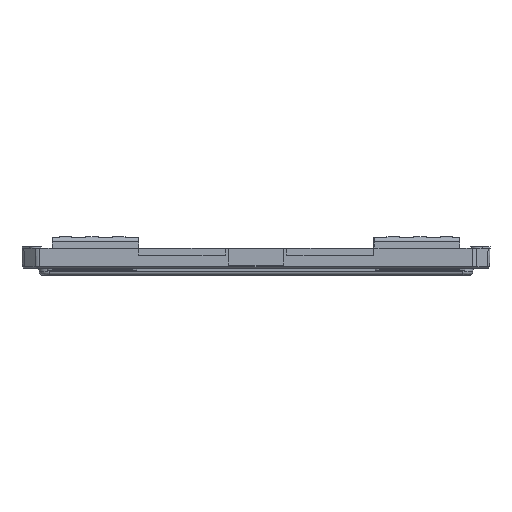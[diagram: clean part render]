
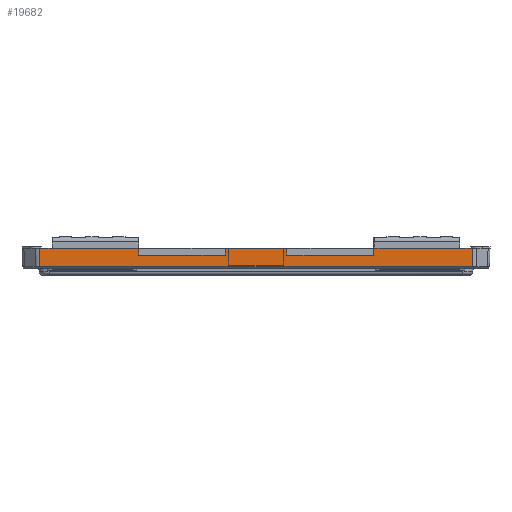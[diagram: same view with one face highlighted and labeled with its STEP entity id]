
A CAD part, left-side view. The second image highlights one B-rep face of the part: STEP entity #19682.
In plain terms, the highlighted planar face has unit normal (-1, 0, -0.018).
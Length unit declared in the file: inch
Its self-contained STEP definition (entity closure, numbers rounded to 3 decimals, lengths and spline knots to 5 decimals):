
#97 = CARTESIAN_POINT ( 'NONE',  ( -7.98, -4.42808, 1. ) ) ;
#105 = DIRECTION ( 'NONE',  ( -0.017, 0., 1. ) ) ;
#335 = EDGE_CURVE ( 'NONE', #1425, #15185, #4770, .T. ) ;
#736 = DIRECTION ( 'NONE',  ( 0., 1., 0. ) ) ;
#745 = EDGE_CURVE ( 'NONE', #15185, #13619, #12591, .T. ) ;
#1382 = EDGE_CURVE ( 'NONE', #16969, #14343, #21215, .T. ) ;
#1425 = VERTEX_POINT ( 'NONE', #22533 ) ;
#2260 = VERTEX_POINT ( 'NONE', #21609 ) ;
#2364 = VECTOR ( 'NONE', #736, 39.37008 ) ;
#2673 = CARTESIAN_POINT ( 'NONE',  ( -7.98, 8.23, 1. ) ) ;
#3120 = CARTESIAN_POINT ( 'NONE',  ( -7.97564, 4.4115, 0.75 ) ) ;
#3297 = EDGE_CURVE ( 'NONE', #21372, #12624, #13734, .T. ) ;
#3377 = CARTESIAN_POINT ( 'NONE',  ( -7.98, -8.12646, 1. ) ) ;
#3429 = VECTOR ( 'NONE', #20939, 39.37008 ) ;
#4209 = DIRECTION ( 'NONE',  ( 0., 1., 0. ) ) ;
#4235 = CARTESIAN_POINT ( 'NONE',  ( -7.98, -7.6515, 1. ) ) ;
#4770 = LINE ( 'NONE', #13683, #3429 ) ;
#4848 = LINE ( 'NONE', #17676, #11095 ) ;
#5237 = DIRECTION ( 'NONE',  ( 0., 1., 0. ) ) ;
#5240 = DIRECTION ( 'NONE',  ( 0., 1., 0. ) ) ;
#5455 = CARTESIAN_POINT ( 'NONE',  ( -7.98, 1.15509, 1. ) ) ;
#5901 = DIRECTION ( 'NONE',  ( 0.017, 0.017, -1. ) ) ;
#6012 = VERTEX_POINT ( 'NONE', #4235 ) ;
#6110 = LINE ( 'NONE', #8014, #22490 ) ;
#6260 = LINE ( 'NONE', #17199, #20849 ) ;
#6371 = ORIENTED_EDGE ( 'NONE', *, *, #16813, .T. ) ;
#6692 = CARTESIAN_POINT ( 'NONE',  ( -7.98, 8.12646, 1. ) ) ;
#6706 = DIRECTION ( 'NONE',  ( 0., 1., 0. ) ) ;
#6869 = CARTESIAN_POINT ( 'NONE',  ( -7.97564, -4.41866, 0.75 ) ) ;
#7090 = ORIENTED_EDGE ( 'NONE', *, *, #10522, .T. ) ;
#7413 = EDGE_CURVE ( 'NONE', #14476, #12768, #13728, .T. ) ;
#7571 =( BOUNDED_CURVE ( )  B_SPLINE_CURVE ( 3, ( #18142, #97, #16019, #6869 ),
 .UNSPECIFIED., .F., .F. ) 
 B_SPLINE_CURVE_WITH_KNOTS ( ( 4, 4 ),
 ( 3.14205, 4.3601 ),
 .UNSPECIFIED. ) 
 CURVE ( )  GEOMETRIC_REPRESENTATION_ITEM ( )  RATIONAL_B_SPLINE_CURVE ( ( 1., 0.88, 0.88, 1. ) ) 
 REPRESENTATION_ITEM ( '' )  );
#7881 = EDGE_CURVE ( 'NONE', #12624, #14476, #18612, .T. ) ;
#7980 = VECTOR ( 'NONE', #11829, 39.37008 ) ;
#8014 = CARTESIAN_POINT ( 'NONE',  ( -7.96796, -0.00003, 0.30999 ) ) ;
#8585 = CARTESIAN_POINT ( 'NONE',  ( -7.97564, -1.15945, 0.75 ) ) ;
#8642 = DIRECTION ( 'NONE',  ( 0., 1., 0. ) ) ;
#8762 = ORIENTED_EDGE ( 'NONE', *, *, #16460, .F. ) ;
#8861 = ORIENTED_EDGE ( 'NONE', *, *, #745, .T. ) ;
#8928 = CARTESIAN_POINT ( 'NONE',  ( -7.98, 8.23, 1. ) ) ;
#9237 = LINE ( 'NONE', #5455, #15292 ) ;
#10028 = DIRECTION ( 'NONE',  ( 0.017, -0.007, -1. ) ) ;
#10522 = EDGE_CURVE ( 'NONE', #13619, #22606, #10706, .T. ) ;
#10706 = LINE ( 'NONE', #17709, #22965 ) ;
#11095 = VECTOR ( 'NONE', #8642, 39.37008 ) ;
#11403 = CARTESIAN_POINT ( 'NONE',  ( -7.98, 7.6615, 1. ) ) ;
#11583 = ORIENTED_EDGE ( 'NONE', *, *, #335, .T. ) ;
#11658 = EDGE_CURVE ( 'NONE', #12768, #16969, #19393, .T. ) ;
#11661 = LINE ( 'NONE', #20589, #2364 ) ;
#11829 = DIRECTION ( 'NONE',  ( 0., 1., 0. ) ) ;
#12203 = CARTESIAN_POINT ( 'NONE',  ( -7.97564, 8.23, 0.75 ) ) ;
#12282 = CARTESIAN_POINT ( 'NONE',  ( -7.98, 8.12646, 1. ) ) ;
#12591 = LINE ( 'NONE', #14707, #15591 ) ;
#12607 = ORIENTED_EDGE ( 'NONE', *, *, #15286, .T. ) ;
#12624 = VERTEX_POINT ( 'NONE', #3120 ) ;
#12628 = PLANE ( 'NONE',  #19021 ) ;
#12768 = VERTEX_POINT ( 'NONE', #11403 ) ;
#13132 = CARTESIAN_POINT ( 'NONE',  ( -7.96796, -8.12147, 0.30999 ) ) ;
#13203 = EDGE_CURVE ( 'NONE', #16519, #17493, #6260, .T. ) ;
#13224 = VECTOR ( 'NONE', #6706, 39.37008 ) ;
#13619 = VERTEX_POINT ( 'NONE', #18859 ) ;
#13621 = DIRECTION ( 'NONE',  ( 0.017, 0.007, -1. ) ) ;
#13683 = CARTESIAN_POINT ( 'NONE',  ( -7.97564, 8.23, 0.75 ) ) ;
#13693 = ORIENTED_EDGE ( 'NONE', *, *, #3297, .T. ) ;
#13728 = LINE ( 'NONE', #2673, #7980 ) ;
#13734 = LINE ( 'NONE', #12203, #13224 ) ;
#14292 = FACE_OUTER_BOUND ( 'NONE', #23438, .T. ) ;
#14343 = VERTEX_POINT ( 'NONE', #21750 ) ;
#14476 = VERTEX_POINT ( 'NONE', #15587 ) ;
#14525 = DIRECTION ( 'NONE',  ( -0.017, 0., 1. ) ) ;
#14592 = ORIENTED_EDGE ( 'NONE', *, *, #18007, .T. ) ;
#14707 = CARTESIAN_POINT ( 'NONE',  ( -7.97564, -1.15945, 0.75 ) ) ;
#15185 = VERTEX_POINT ( 'NONE', #8585 ) ;
#15286 = EDGE_CURVE ( 'NONE', #6012, #2260, #4848, .T. ) ;
#15292 = VECTOR ( 'NONE', #5901, 39.37008 ) ;
#15396 = EDGE_CURVE ( 'NONE', #2260, #1425, #7571, .T. ) ;
#15587 = CARTESIAN_POINT ( 'NONE',  ( -7.98, 4.4115, 1. ) ) ;
#15591 = VECTOR ( 'NONE', #19835, 39.37008 ) ;
#15833 = ORIENTED_EDGE ( 'NONE', *, *, #7881, .T. ) ;
#16019 = CARTESIAN_POINT ( 'NONE',  ( -7.97835, -4.42287, 0.90532 ) ) ;
#16460 = EDGE_CURVE ( 'NONE', #17493, #14343, #6110, .T. ) ;
#16519 = VERTEX_POINT ( 'NONE', #3377 ) ;
#16601 = CARTESIAN_POINT ( 'NONE',  ( -7.98, 1.15509, 1. ) ) ;
#16813 = EDGE_CURVE ( 'NONE', #16519, #6012, #11661, .T. ) ;
#16919 = CARTESIAN_POINT ( 'NONE',  ( -7.97564, 1.15945, 0.75 ) ) ;
#16969 = VERTEX_POINT ( 'NONE', #12282 ) ;
#17199 = CARTESIAN_POINT ( 'NONE',  ( -7.97897, -8.12604, 0.94127 ) ) ;
#17443 = VECTOR ( 'NONE', #5240, 39.37008 ) ;
#17493 = VERTEX_POINT ( 'NONE', #13132 ) ;
#17676 = CARTESIAN_POINT ( 'NONE',  ( -7.98, 8.23, 1. ) ) ;
#17709 = CARTESIAN_POINT ( 'NONE',  ( -7.98, 8.23, 1. ) ) ;
#18007 = EDGE_CURVE ( 'NONE', #22606, #21372, #9237, .T. ) ;
#18142 = CARTESIAN_POINT ( 'NONE',  ( -7.98, -4.43241, 1. ) ) ;
#18260 = ORIENTED_EDGE ( 'NONE', *, *, #7413, .T. ) ;
#18612 = LINE ( 'NONE', #18722, #18727 ) ;
#18614 = ORIENTED_EDGE ( 'NONE', *, *, #11658, .T. ) ;
#18722 = CARTESIAN_POINT ( 'NONE',  ( -7.98, 4.4115, 1. ) ) ;
#18727 = VECTOR ( 'NONE', #105, 39.37008 ) ;
#18859 = CARTESIAN_POINT ( 'NONE',  ( -7.98, -1.15509, 1. ) ) ;
#19021 = AXIS2_PLACEMENT_3D ( 'NONE', #19875, #19630, #14525 ) ;
#19393 = LINE ( 'NONE', #8928, #17443 ) ;
#19630 = DIRECTION ( 'NONE',  ( -1., 0., -0.017 ) ) ;
#19659 = ORIENTED_EDGE ( 'NONE', *, *, #1382, .T. ) ;
#19682 = ADVANCED_FACE ( 'NONE', ( #14292 ), #12628, .T. ) ;
#19776 = ORIENTED_EDGE ( 'NONE', *, *, #13203, .F. ) ;
#19835 = DIRECTION ( 'NONE',  ( -0.017, 0.017, 1. ) ) ;
#19875 = CARTESIAN_POINT ( 'NONE',  ( -7.98, 8.23, 1. ) ) ;
#20154 = VECTOR ( 'NONE', #10028, 39.37008 ) ;
#20418 = ORIENTED_EDGE ( 'NONE', *, *, #15396, .T. ) ;
#20589 = CARTESIAN_POINT ( 'NONE',  ( -7.98, 8.23, 1. ) ) ;
#20849 = VECTOR ( 'NONE', #13621, 39.37008 ) ;
#20939 = DIRECTION ( 'NONE',  ( 0., 1., 0. ) ) ;
#21215 = LINE ( 'NONE', #6692, #20154 ) ;
#21372 = VERTEX_POINT ( 'NONE', #16919 ) ;
#21609 = CARTESIAN_POINT ( 'NONE',  ( -7.98, -4.43241, 1. ) ) ;
#21750 = CARTESIAN_POINT ( 'NONE',  ( -7.96796, 8.12147, 0.30999 ) ) ;
#22490 = VECTOR ( 'NONE', #4209, 39.37008 ) ;
#22533 = CARTESIAN_POINT ( 'NONE',  ( -7.97564, -4.41866, 0.75 ) ) ;
#22606 = VERTEX_POINT ( 'NONE', #16601 ) ;
#22965 = VECTOR ( 'NONE', #5237, 39.37008 ) ;
#23438 = EDGE_LOOP ( 'NONE', ( #12607, #20418, #11583, #8861, #7090, #14592, #13693, #15833, #18260, #18614, #19659, #8762, #19776, #6371 ) ) ;
